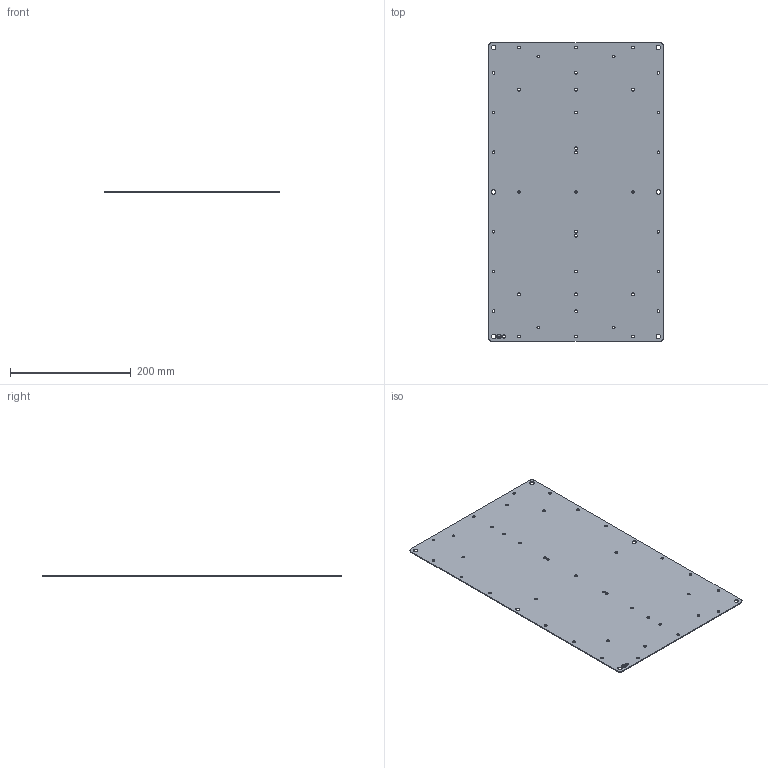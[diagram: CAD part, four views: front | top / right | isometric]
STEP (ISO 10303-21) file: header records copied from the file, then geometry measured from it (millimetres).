
FILE_DESCRIPTION(('CATIA V5 STEP Exchange','CAx-IF Rec.Pracs.--- Model Styling and Organization---1.2---2011-12-15'),'2;1');
FILE_NAME ('D1450339_0_1257720000_1257720000.stp','2018-02-09T09:44:57+00:00',('none'),('Weidmueller'),'CATIA Version 5-6 Release 2014','CATIA V5 STEP AP214','none');
FILE_SCHEMA(('AUTOMOTIVE_DESIGN { 1 0 10303 214 1 1 1 1 }'));
Length unit declared in the file: millimetre
Products named in the file (1): 1257720000_KTB_MOPL_5535_S2N_H
Bounding box: 289 x 495 x 1.5 mm (x, y, z)
Volume: 213213.4 mm3; surface area: 287691.7 mm2
Topology: 1 solids, 1 shells, 219 faces, 636 edges, 424 vertices
Faces by surface type: cylinder 192, plane 27
Entity records: 7817 total; most frequent: CARTESIAN_POINT 2221, ORIENTED_EDGE 1272, DIRECTION 874, EDGE_CURVE 636, VERTEX_POINT 424, AXIS2_PLACEMENT_3D 411, EDGE_LOOP 316, VECTOR 252
